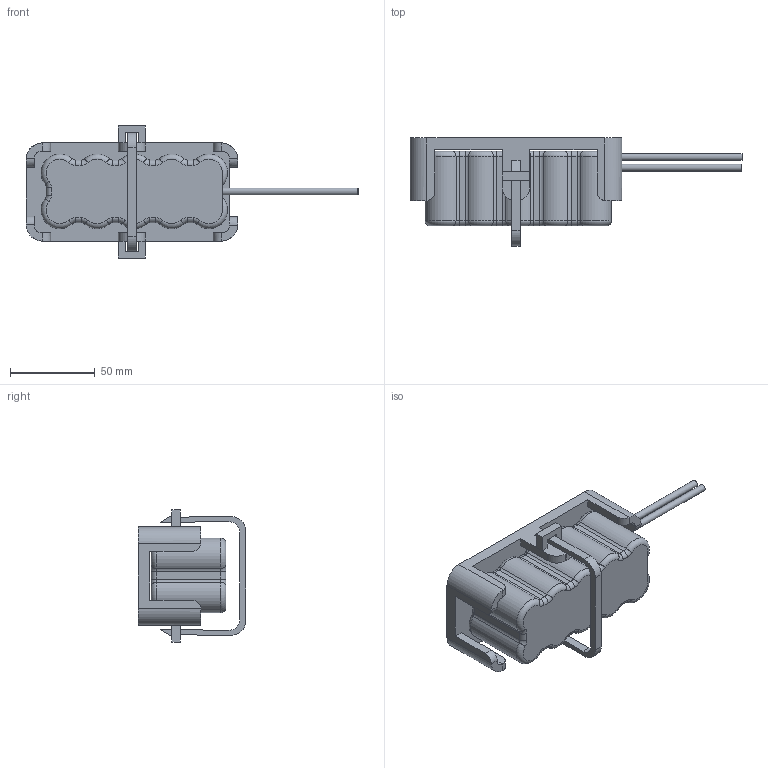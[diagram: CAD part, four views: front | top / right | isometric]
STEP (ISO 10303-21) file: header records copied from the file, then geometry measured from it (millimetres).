
FILE_DESCRIPTION(/* description */ (''),/* implementation_level */ '2;1');
FILE_NAME(/* name */ 'SuportBATERIE v13.step',/* time_stamp */ '2018-03-09T14:53:01+02:00',/* author */ (''),/* organization */ (''),/* preprocessor_version */ 'ST-DEVELOPER v16.13',/* originating_system */ 'Autodesk Translation Framework v6.5.0.72',/* authorisation */ '');
FILE_SCHEMA (('AUTOMOTIVE_DESIGN { 1 0 10303 214 3 1 1 }'));
Length unit declared in the file: millimetre
Products named in the file (4): SuportBATERIE; Component3; Component6; Component9
Assembly tree (3 placements, depth 2):
  SuportBATERIE
    Component3
    Component6
    Component9
Bounding box: 195.88 x 63.7 x 78.01 mm (x, y, z)
Volume: 259483.1 mm3; surface area: 53236.9 mm2
Topology: 3 solids, 3 shells, 250 faces, 622 edges, 387 vertices
Faces by surface type: cylinder 101, plane 92, torus 56, bspline 1
Full cylindrical faces by diameter (mm): 4 x14, 6 x12, 8 x3
Entity records: 8022 total; most frequent: CARTESIAN_POINT 1525, DIRECTION 1418, ORIENTED_EDGE 1244, EDGE_CURVE 622, AXIS2_PLACEMENT_3D 553, VERTEX_POINT 387, LINE 312, VECTOR 312
